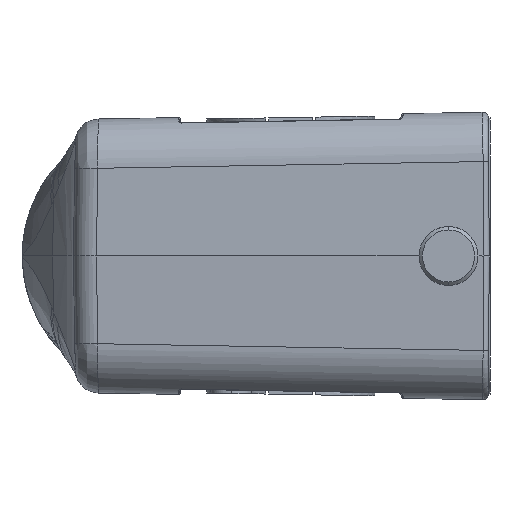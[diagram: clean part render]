
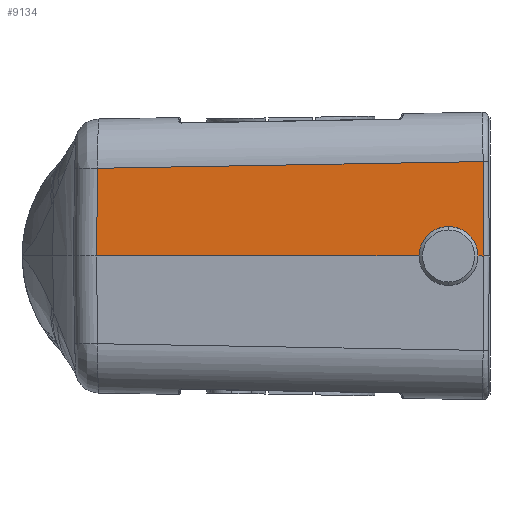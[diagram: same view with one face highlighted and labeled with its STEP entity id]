
A CAD part, left-side view. The second image highlights one B-rep face of the part: STEP entity #9134.
In plain terms, the highlighted planar face has unit normal (-1, 0.018, 0.017).
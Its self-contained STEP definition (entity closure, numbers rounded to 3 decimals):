
#236=CARTESIAN_POINT('',(-59.82,75.9,4.4));
#237=CARTESIAN_POINT('',(-59.827,75.506,4.4));
#238=CARTESIAN_POINT('',(-59.842,74.748,4.298));
#239=CARTESIAN_POINT('',(-59.869,73.671,3.853));
#240=CARTESIAN_POINT('',(-59.897,72.754,3.147));
#241=CARTESIAN_POINT('',(-59.925,72.047,2.229));
#242=CARTESIAN_POINT('',(-59.952,71.602,1.152));
#243=CARTESIAN_POINT('',(-59.967,71.5,0.394));
#244=CARTESIAN_POINT('',(-59.974,71.5,0.));
#246=CARTESIAN_POINT('',(-59.82,80.3,0.));
#247=CARTESIAN_POINT('',(-59.813,80.3,0.394));
#248=CARTESIAN_POINT('',(-59.802,80.198,1.152));
#249=CARTESIAN_POINT('',(-59.791,79.753,2.229));
#250=CARTESIAN_POINT('',(-59.787,79.047,3.146));
#251=CARTESIAN_POINT('',(-59.791,78.129,3.853));
#252=CARTESIAN_POINT('',(-59.802,77.052,4.298));
#253=CARTESIAN_POINT('',(-59.813,76.294,4.4));
#254=CARTESIAN_POINT('',(-59.82,75.9,4.4));
#256=DIRECTION('',(-0.017,0.017,-1.));
#257=VECTOR('',#256,13.118);
#258=CARTESIAN_POINT('',(-58.753,128.333,13.114));
#259=LINE('',#258,#257);
#260=DIRECTION('',(0.017,1.,-0.017));
#261=VECTOR('',#260,57.616);
#262=CARTESIAN_POINT('',(-59.741,70.734,14.119));
#263=LINE('',#262,#261);
#264=DIRECTION('',(0.018,0.008,1.));
#265=VECTOR('',#264,14.122);
#266=CARTESIAN_POINT('',(-59.989,70.614,
0.));
#267=LINE('',#266,#265);
#292=DIRECTION('',(0.017,1.,0.));
#293=VECTOR('',#292,0.886);
#294=CARTESIAN_POINT('',(-59.989,70.614,
0.));
#295=LINE('',#294,#293);
#308=DIRECTION('',(0.017,1.,0.));
#309=VECTOR('',#308,48.269);
#310=CARTESIAN_POINT('',(-59.82,80.3,0.));
#311=LINE('',#310,#309);
#7649=CARTESIAN_POINT('',(-58.978,128.562,
0.));
#7650=VERTEX_POINT('',#7649);
#7651=CARTESIAN_POINT('',(-58.753,128.333,13.114));
#7652=VERTEX_POINT('',#7651);
#7694=CARTESIAN_POINT('',(-59.82,80.3,
0.));
#7695=VERTEX_POINT('',#7694);
#7697=CARTESIAN_POINT('',(-59.989,70.614,
0.));
#7698=VERTEX_POINT('',#7697);
#7699=CARTESIAN_POINT('',(-59.974,71.5,
0.));
#7700=VERTEX_POINT('',#7699);
#7701=CARTESIAN_POINT('',(-59.741,70.734,14.119));
#7702=VERTEX_POINT('',#7701);
#7703=VERTEX_POINT('',#254);
#9114=CARTESIAN_POINT('',(-59.575,70.,24.335));
#9115=DIRECTION('',(-1.,0.017,0.017));
#9116=DIRECTION('',(-0.017,-1.,0.));
#9117=AXIS2_PLACEMENT_3D('',#9114,#9115,#9116);
#9118=PLANE('',#9117);
#9120=ORIENTED_EDGE('',*,*,#9119,.F.);
#9122=ORIENTED_EDGE('',*,*,#9121,.F.);
#9124=ORIENTED_EDGE('',*,*,#9123,.T.);
#9126=ORIENTED_EDGE('',*,*,#9125,.F.);
#9127=ORIENTED_EDGE('',*,*,#9092,.F.);
#9129=ORIENTED_EDGE('',*,*,#9128,.F.);
#9131=ORIENTED_EDGE('',*,*,#9130,.T.);
#9132=EDGE_LOOP('',(#9120,#9122,#9124,#9126,#9127,#9129,#9131));
#9133=FACE_OUTER_BOUND('',#9132,.F.);
#9134=ADVANCED_FACE('',(#9133),#9118,.T.);
#245=B_SPLINE_CURVE_WITH_KNOTS('',3,(#236,#237,#238,#239,#240,#241,#242,#243,
#244),.UNSPECIFIED.,.F.,.F.,(4,1,1,1,1,1,4),(0.,0.167,
0.333,0.5,0.667,0.833,1.),
.UNSPECIFIED.);
#255=B_SPLINE_CURVE_WITH_KNOTS('',3,(#246,#247,#248,#249,#250,#251,#252,#253,
#254),.UNSPECIFIED.,.F.,.F.,(4,1,1,1,1,1,4),(0.,0.167,
0.333,0.5,0.667,0.833,1.),
.UNSPECIFIED.);
#9092=EDGE_CURVE('',#7702,#7652,#263,.T.);
#9119=EDGE_CURVE('',#7703,#7700,#245,.T.);
#9121=EDGE_CURVE('',#7695,#7703,#255,.T.);
#9123=EDGE_CURVE('',#7695,#7650,#311,.T.);
#9125=EDGE_CURVE('',#7652,#7650,#259,.T.);
#9128=EDGE_CURVE('',#7698,#7702,#267,.T.);
#9130=EDGE_CURVE('',#7698,#7700,#295,.T.);
